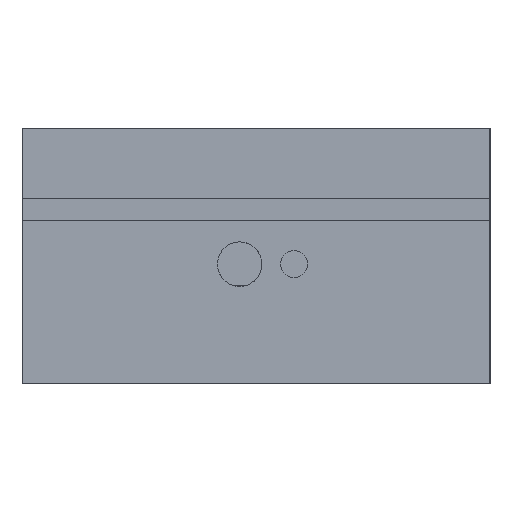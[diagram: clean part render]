
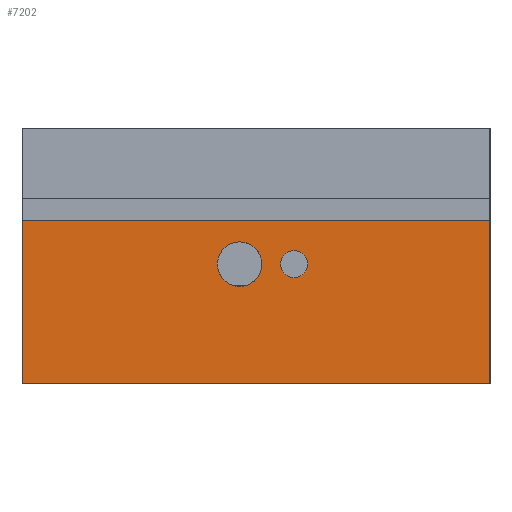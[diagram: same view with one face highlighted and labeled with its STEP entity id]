
A CAD part, left-side view. The second image highlights one B-rep face of the part: STEP entity #7202.
In plain terms, the highlighted planar face has unit normal (-1, 0, 0).
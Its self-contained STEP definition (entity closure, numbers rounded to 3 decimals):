
#604=FACE_BOUND('',#2653,.T.);
#605=FACE_BOUND('',#2654,.T.);
#699=PLANE('',#7687);
#911=LINE('',#9362,#1558);
#919=LINE('',#9377,#1566);
#920=LINE('',#9379,#1567);
#921=LINE('',#9380,#1568);
#1558=VECTOR('',#8130,10.);
#1566=VECTOR('',#8142,10.);
#1567=VECTOR('',#8145,10.);
#1568=VECTOR('',#8146,10.);
#2230=FACE_OUTER_BOUND('',#2652,.T.);
#2652=EDGE_LOOP('',(#5158,#5159,#5160,#5161));
#2653=EDGE_LOOP('',(#5162));
#2654=EDGE_LOOP('',(#5163));
#3101=CIRCLE('',#7646,2.5);
#3103=CIRCLE('',#7649,4.1);
#3171=VERTEX_POINT('',#9233);
#3173=VERTEX_POINT('',#9239);
#3212=VERTEX_POINT('',#9359);
#3213=VERTEX_POINT('',#9361);
#3217=VERTEX_POINT('',#9373);
#3218=VERTEX_POINT('',#9375);
#3909=EDGE_CURVE('',#3171,#3171,#3101,.T.);
#3912=EDGE_CURVE('',#3173,#3173,#3103,.T.);
#3970=EDGE_CURVE('',#3212,#3213,#911,.T.);
#3978=EDGE_CURVE('',#3217,#3218,#919,.T.);
#3979=EDGE_CURVE('',#3212,#3217,#920,.T.);
#3980=EDGE_CURVE('',#3213,#3218,#921,.T.);
#5158=ORIENTED_EDGE('',*,*,#3979,.T.);
#5159=ORIENTED_EDGE('',*,*,#3978,.T.);
#5160=ORIENTED_EDGE('',*,*,#3980,.F.);
#5161=ORIENTED_EDGE('',*,*,#3970,.F.);
#5162=ORIENTED_EDGE('',*,*,#3909,.T.);
#5163=ORIENTED_EDGE('',*,*,#3912,.T.);
#7202=ADVANCED_FACE('',(#2230,#604,#605),#699,.T.);
#7646=AXIS2_PLACEMENT_3D('',#9234,#8005,#8006);
#7649=AXIS2_PLACEMENT_3D('',#9240,#8012,#8013);
#7687=AXIS2_PLACEMENT_3D('',#9378,#8143,#8144);
#8005=DIRECTION('center_axis',(1.,0.,0.));
#8006=DIRECTION('ref_axis',(0.,-1.,0.));
#8012=DIRECTION('center_axis',(1.,0.,0.));
#8013=DIRECTION('ref_axis',(0.,-1.,0.));
#8130=DIRECTION('',(0.,0.,1.));
#8142=DIRECTION('',(0.,0.,1.));
#8143=DIRECTION('center_axis',(-1.,0.,0.));
#8144=DIRECTION('ref_axis',(0.,-1.,0.));
#8145=DIRECTION('',(0.,-1.,0.));
#8146=DIRECTION('',(0.,-1.,0.));
#9233=CARTESIAN_POINT('',(-2.,36.5,22.));
#9234=CARTESIAN_POINT('Origin',(-2.,34.,22.));
#9239=CARTESIAN_POINT('',(-2.,48.1,22.));
#9240=CARTESIAN_POINT('Origin',(-2.,44.,22.));
#9359=CARTESIAN_POINT('',(-2.,84.,0.));
#9361=CARTESIAN_POINT('',(-2.,84.,30.));
#9362=CARTESIAN_POINT('',(-2.,84.,0.));
#9373=CARTESIAN_POINT('',(-2.,-2.,0.));
#9375=CARTESIAN_POINT('',(-2.,-2.,30.));
#9377=CARTESIAN_POINT('',(-2.,-2.,0.));
#9378=CARTESIAN_POINT('Origin',(-2.,84.,0.));
#9379=CARTESIAN_POINT('',(-2.,84.,0.));
#9380=CARTESIAN_POINT('',(-2.,84.,30.));
